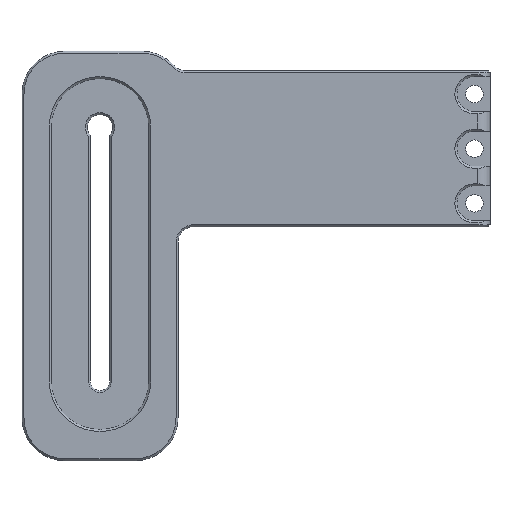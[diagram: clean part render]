
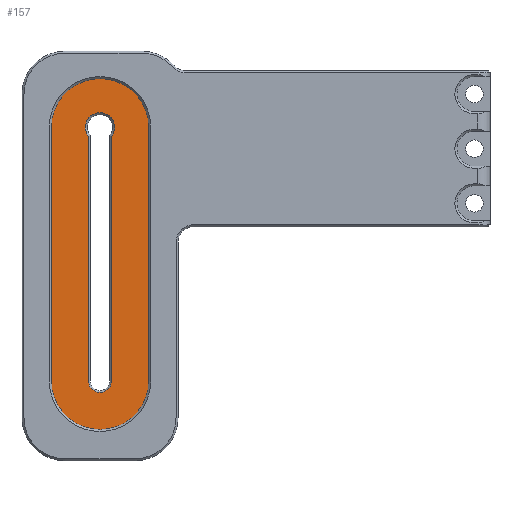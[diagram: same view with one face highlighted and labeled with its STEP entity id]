
A CAD part, front view. The second image highlights one B-rep face of the part: STEP entity #157.
In plain terms, the highlighted planar face has unit normal (0, -1, 0).
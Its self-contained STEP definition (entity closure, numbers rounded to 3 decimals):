
#157 = ADVANCED_FACE( '', ( #363, #364 ), #365, .T. );
#363 = FACE_OUTER_BOUND( '', #618, .T. );
#364 = FACE_BOUND( '', #619, .T. );
#365 = PLANE( '', #620 );
#618 = EDGE_LOOP( '', ( #1329, #1330, #1331, #1332 ) );
#619 = EDGE_LOOP( '', ( #1333, #1334, #1335, #1336 ) );
#620 = AXIS2_PLACEMENT_3D( '', #1337, #1338, #1339 );
#1329 = ORIENTED_EDGE( '', *, *, #1860, .T. );
#1330 = ORIENTED_EDGE( '', *, *, #1834, .T. );
#1331 = ORIENTED_EDGE( '', *, *, #1861, .T. );
#1332 = ORIENTED_EDGE( '', *, *, #1862, .T. );
#1333 = ORIENTED_EDGE( '', *, *, #1844, .T. );
#1334 = ORIENTED_EDGE( '', *, *, #1845, .T. );
#1335 = ORIENTED_EDGE( '', *, *, #1717, .T. );
#1336 = ORIENTED_EDGE( '', *, *, #1846, .T. );
#1337 = CARTESIAN_POINT( '', ( -100., 2., -59.5 ) );
#1338 = DIRECTION( '', ( 0., -1., 0. ) );
#1339 = DIRECTION( '', ( 0., 0., -1. ) );
#1717 = EDGE_CURVE( '', #2077, #2075, #2078, .T. );
#1834 = EDGE_CURVE( '', #2251, #2252, #2253, .T. );
#1844 = EDGE_CURVE( '', #2265, #2267, #2269, .T. );
#1845 = EDGE_CURVE( '', #2267, #2077, #2270, .T. );
#1846 = EDGE_CURVE( '', #2075, #2265, #2271, .T. );
#1860 = EDGE_CURVE( '', #2291, #2251, #2292, .T. );
#1861 = EDGE_CURVE( '', #2252, #2293, #2294, .T. );
#1862 = EDGE_CURVE( '', #2293, #2291, #2295, .T. );
#2075 = VERTEX_POINT( '', #2590 );
#2077 = VERTEX_POINT( '', #2593 );
#2078 = CIRCLE( '', #2594, 3. );
#2251 = VERTEX_POINT( '', #2851 );
#2252 = VERTEX_POINT( '', #2852 );
#2253 = CIRCLE( '', #2853, 12.5 );
#2265 = VERTEX_POINT( '', #2870 );
#2267 = VERTEX_POINT( '', #2875 );
#2269 = CIRCLE( '', #2880, 3.75 );
#2270 = LINE( '', #2881, #2882 );
#2271 = LINE( '', #2883, #2884 );
#2291 = VERTEX_POINT( '', #2913 );
#2292 = LINE( '', #2914, #2915 );
#2293 = VERTEX_POINT( '', #2916 );
#2294 = LINE( '', #2917, #2918 );
#2295 = CIRCLE( '', #2919, 12.5 );
#2590 = CARTESIAN_POINT( '', ( -103., 2., -59.5 ) );
#2593 = CARTESIAN_POINT( '', ( -97., 2., -59.5 ) );
#2594 = AXIS2_PLACEMENT_3D( '', #3160, #3161, #3162 );
#2851 = CARTESIAN_POINT( '', ( -112.5, 2., -59.5 ) );
#2852 = CARTESIAN_POINT( '', ( -87.5, 2., -59.5 ) );
#2853 = AXIS2_PLACEMENT_3D( '', #3343, #3344, #3345 );
#2870 = CARTESIAN_POINT( '', ( -103., 2., 3.25 ) );
#2875 = CARTESIAN_POINT( '', ( -97., 2., 3.25 ) );
#2880 = AXIS2_PLACEMENT_3D( '', #3357, #3358, #3359 );
#2881 = CARTESIAN_POINT( '', ( -97., 2., -59.5 ) );
#2882 = VECTOR( '', #3360, 1000. );
#2883 = CARTESIAN_POINT( '', ( -103., 2., 3.423 ) );
#2884 = VECTOR( '', #3361, 1000. );
#2913 = CARTESIAN_POINT( '', ( -112.5, 2., 5.5 ) );
#2914 = CARTESIAN_POINT( '', ( -112.5, 2., -59.5 ) );
#2915 = VECTOR( '', #3383, 1000. );
#2916 = CARTESIAN_POINT( '', ( -87.5, 2., 5.5 ) );
#2917 = CARTESIAN_POINT( '', ( -87.5, 2., -59.5 ) );
#2918 = VECTOR( '', #3384, 1000. );
#2919 = AXIS2_PLACEMENT_3D( '', #3385, #3386, #3387 );
#3160 = CARTESIAN_POINT( '', ( -100., 2., -59.5 ) );
#3161 = DIRECTION( '', ( 0., 1., 0. ) );
#3162 = DIRECTION( '', ( 0., 0., -1. ) );
#3343 = CARTESIAN_POINT( '', ( -100., 2., -59.5 ) );
#3344 = DIRECTION( '', ( 0., -1., 0. ) );
#3345 = DIRECTION( '', ( 0., 0., -1. ) );
#3357 = CARTESIAN_POINT( '', ( -100., 2., 5.5 ) );
#3358 = DIRECTION( '', ( 0., 1., 0. ) );
#3359 = DIRECTION( '', ( 0., 0., -1. ) );
#3360 = DIRECTION( '', ( 0., 0., -1. ) );
#3361 = DIRECTION( '', ( 0., 0., 1. ) );
#3383 = DIRECTION( '', ( 0., 0., -1. ) );
#3384 = DIRECTION( '', ( 0., 0., 1. ) );
#3385 = CARTESIAN_POINT( '', ( -100., 2., 5.5 ) );
#3386 = DIRECTION( '', ( 0., -1., 0. ) );
#3387 = DIRECTION( '', ( 0., 0., -1. ) );
